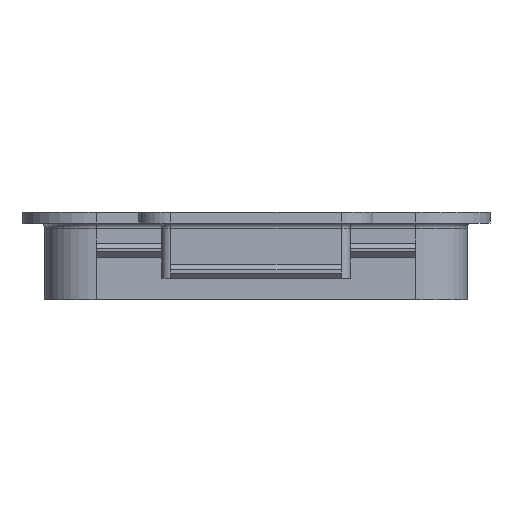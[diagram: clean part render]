
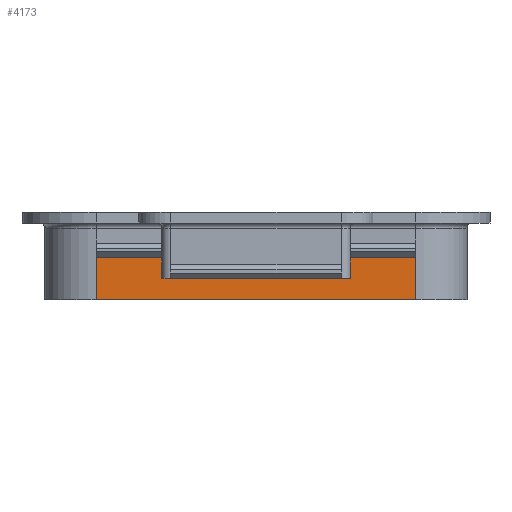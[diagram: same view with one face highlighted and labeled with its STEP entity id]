
A CAD part, front view. The second image highlights one B-rep face of the part: STEP entity #4173.
In plain terms, the highlighted planar face has unit normal (0, -1, 0).
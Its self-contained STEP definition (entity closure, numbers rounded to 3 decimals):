
#49=PLANE('',#4496);
#194=LINE('',#6501,#580);
#197=LINE('',#6511,#583);
#209=LINE('',#6560,#595);
#221=LINE('',#6584,#607);
#580=VECTOR('',#5058,10.);
#583=VECTOR('',#5069,10.);
#595=VECTOR('',#5111,10.);
#607=VECTOR('',#5141,10.);
#1062=FACE_OUTER_BOUND('',#1316,.T.);
#1316=EDGE_LOOP('',(#3021,#3022,#3023,#3024));
#1843=VERTEX_POINT('',#6498);
#1844=VERTEX_POINT('',#6500);
#1846=VERTEX_POINT('',#6508);
#1847=VERTEX_POINT('',#6510);
#2259=EDGE_CURVE('',#1843,#1844,#194,.T.);
#2264=EDGE_CURVE('',#1847,#1846,#197,.T.);
#2285=EDGE_CURVE('',#1843,#1847,#209,.T.);
#2297=EDGE_CURVE('',#1844,#1846,#221,.T.);
#3021=ORIENTED_EDGE('',*,*,#2285,.T.);
#3022=ORIENTED_EDGE('',*,*,#2264,.T.);
#3023=ORIENTED_EDGE('',*,*,#2297,.F.);
#3024=ORIENTED_EDGE('',*,*,#2259,.F.);
#4173=ADVANCED_FACE('',(#1062),#49,.T.);
#4496=AXIS2_PLACEMENT_3D('',#6583,#5139,#5140);
#5058=DIRECTION('',(0.,0.,-1.));
#5069=DIRECTION('',(0.,0.,-1.));
#5111=DIRECTION('',(-1.,0.,0.));
#5139=DIRECTION('center_axis',(0.,-1.,0.));
#5140=DIRECTION('ref_axis',(-1.,0.,0.));
#5141=DIRECTION('',(-1.,0.,0.));
#6498=CARTESIAN_POINT('',(15.,-39.85,-3.2));
#6500=CARTESIAN_POINT('',(15.,-39.85,-7.2));
#6501=CARTESIAN_POINT('',(15.,-39.85,0.));
#6508=CARTESIAN_POINT('',(-15.,-39.85,-7.2));
#6510=CARTESIAN_POINT('',(-15.,-39.85,-3.2));
#6511=CARTESIAN_POINT('',(-15.,-39.85,0.));
#6560=CARTESIAN_POINT('',(7.5,-39.85,-3.2));
#6583=CARTESIAN_POINT('Origin',(15.,-39.85,0.));
#6584=CARTESIAN_POINT('',(15.,-39.85,-7.2));
